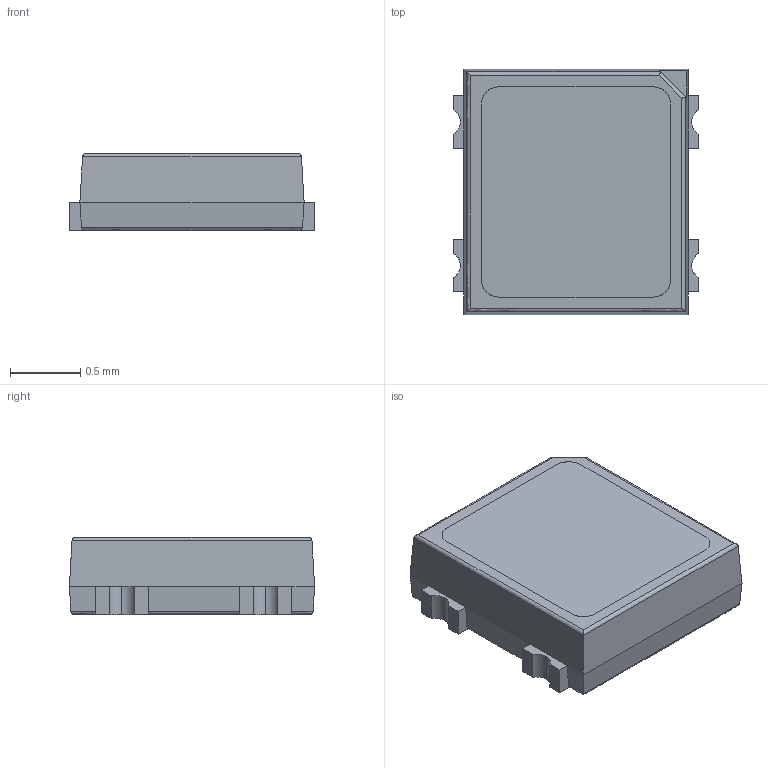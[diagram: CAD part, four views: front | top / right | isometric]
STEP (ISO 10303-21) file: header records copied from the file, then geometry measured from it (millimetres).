
FILE_DESCRIPTION(('FreeCAD Model'),'2;1');
FILE_NAME('Open CASCADE Shape Model','2023-06-06T17:33:25',(''),(''), 'Open CASCADE STEP processor 7.6','FreeCAD','Unknown');
FILE_SCHEMA(('AUTOMOTIVE_DESIGN { 1 0 10303 214 1 1 1 1 }'));
Length unit declared in the file: millimetre
Products named in the file (1): Document008
Bounding box: 1.75 x 1.75 x 0.55 mm (x, y, z)
Volume: 1.5 mm3; surface area: 19.9 mm2
Topology: 7 solids, 7 shells, 118 faces, 306 edges, 195 vertices
Faces by surface type: plane 65, bspline 53
Entity records: 4412 total; most frequent: CARTESIAN_POINT 1493, ORIENTED_EDGE 612, EDGE_CURVE 306, B_SPLINE_CURVE_WITH_KNOTS 246, VERTEX_POINT 195, DIRECTION 132, PRESENTATION_STYLE_ASSIGNMENT 125, SURFACE_STYLE_USAGE 125
